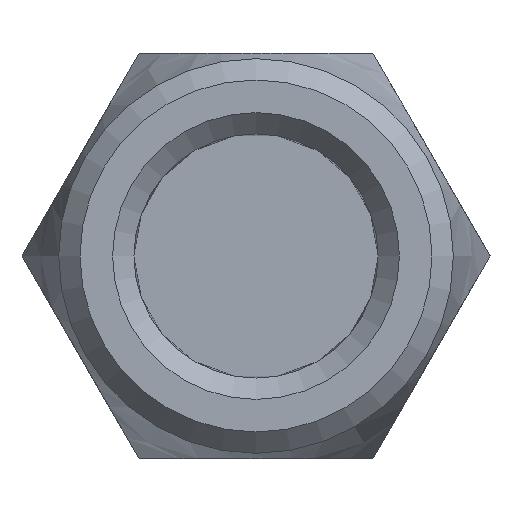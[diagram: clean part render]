
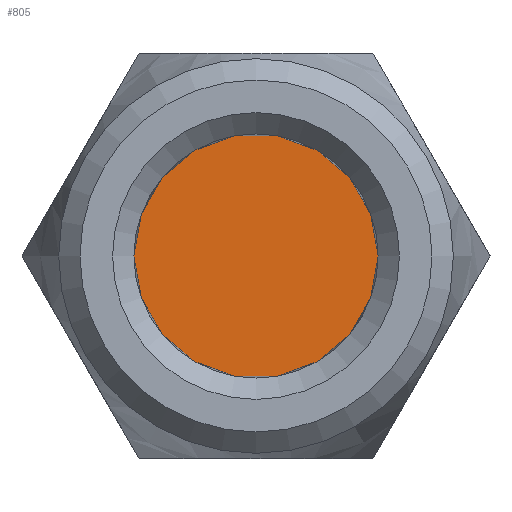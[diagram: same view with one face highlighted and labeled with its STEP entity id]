
A CAD part, left-side view. The second image highlights one B-rep face of the part: STEP entity #805.
In plain terms, the highlighted planar face has unit normal (-1, 0, 0).
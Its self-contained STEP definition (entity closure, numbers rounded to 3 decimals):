
#32=CIRCLE('',#869,5.725);
#115=FACE_OUTER_BOUND('',#178,.T.);
#178=EDGE_LOOP('',(#720));
#410=VERTEX_POINT('',#1323);
#514=EDGE_CURVE('',#410,#410,#32,.T.);
#720=ORIENTED_EDGE('',*,*,#514,.F.);
#758=PLANE('',#868);
#805=ADVANCED_FACE('',(#115),#758,.T.);
#868=AXIS2_PLACEMENT_3D('',#1322,#1069,#1070);
#869=AXIS2_PLACEMENT_3D('',#1324,#1071,#1072);
#1069=DIRECTION('center_axis',(-1.,0.,0.));
#1070=DIRECTION('ref_axis',(0.,0.,1.));
#1071=DIRECTION('center_axis',(1.,0.,0.));
#1072=DIRECTION('ref_axis',(0.,0.,-1.));
#1322=CARTESIAN_POINT('Origin',(-10.,5.725,0.));
#1323=CARTESIAN_POINT('',(-10.,5.725,0.));
#1324=CARTESIAN_POINT('Origin',(-10.,0.,0.));
